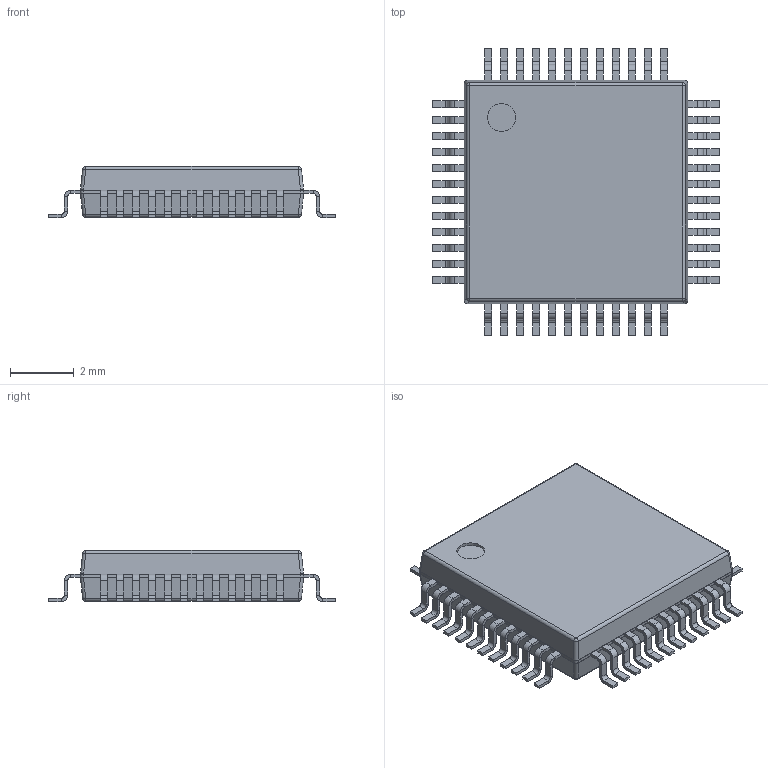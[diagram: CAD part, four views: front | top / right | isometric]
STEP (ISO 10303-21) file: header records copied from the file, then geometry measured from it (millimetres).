
FILE_DESCRIPTION(('Open CASCADE Model'),'2;1');
FILE_NAME('Open CASCADE Shape Model','2023-01-27T22:03:43',('Author'),( 'Open CASCADE'),'Open CASCADE STEP processor 7.5','Open CASCADE 7.5' ,'Unknown');
FILE_SCHEMA(('AUTOMOTIVE_DESIGN { 1 0 10303 214 1 1 1 1 }'));
Length unit declared in the file: millimetre
Products named in the file (8): PCB; Designator1; 6377552880; Open CASCADE STEP translator 7.5 2.1; Body; Open CASCADE STEP translator 7.5 2.2.1; Leader
Assembly tree (52 placements, depth 4):
  PCB
  Designator1
    6377552880
      Open CASCADE STEP translator 7.5 2.1
      Body
        Open CASCADE STEP translator 7.5 2.2.1
      Leader  x24
      Leader  x24
Bounding box: 9 x 9 x 1.6 mm (x, y, z)
Volume: 77.8 mm3; surface area: 188.8 mm2
Topology: 49 solids, 50 shells, 1117 faces, 2236 edges, 1211 vertices
Faces by surface type: plane 880, cylinder 221, bspline 8, sphere 8
Full cylindrical faces by diameter (mm): 0.875 x1
Entity records: 3791 total; most frequent: CARTESIAN_POINT 1301, DIRECTION 515, ORIENTED_EDGE 407, EDGE_CURVE 204, AXIS2_PLACEMENT_3D 193, LINE 129, VECTOR 129, VERTEX_POINT 107
